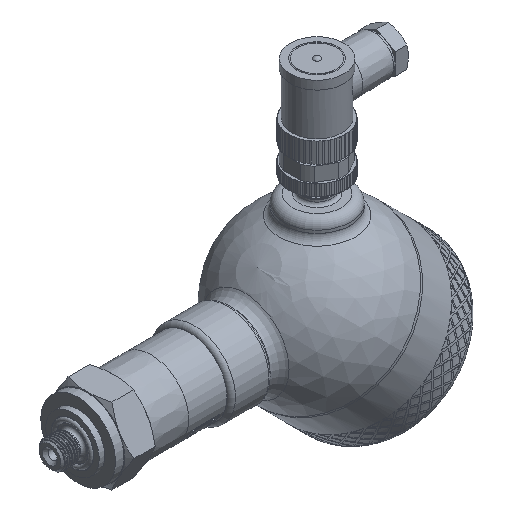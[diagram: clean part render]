
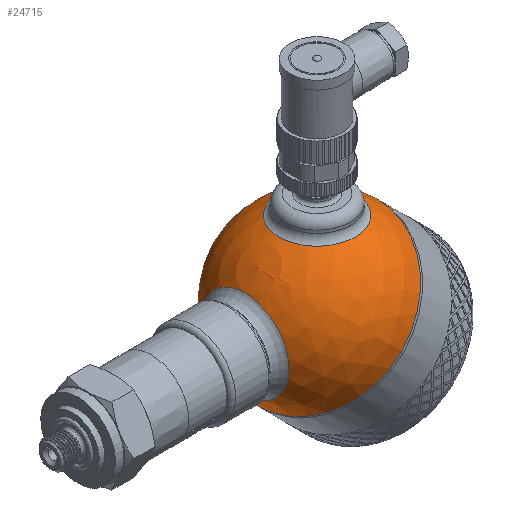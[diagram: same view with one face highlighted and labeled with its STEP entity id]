
A CAD part, isometric view. The second image highlights one B-rep face of the part: STEP entity #24715.
In plain terms, the highlighted spherical face has radius 30 mm.
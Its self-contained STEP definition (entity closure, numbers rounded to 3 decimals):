
#36=SPHERICAL_SURFACE('',#26246,30.);
#990=FACE_BOUND('',#3356,.T.);
#991=FACE_BOUND('',#3357,.T.);
#1738=FACE_OUTER_BOUND('',#3355,.T.);
#3355=EDGE_LOOP('',(#17703,#17704,#17705,#17706));
#3356=EDGE_LOOP('',(#17707));
#3357=EDGE_LOOP('',(#17708));
#4858=CIRCLE('',#26169,30.);
#4859=CIRCLE('',#26170,30.);
#4886=CIRCLE('',#26242,13.5);
#4889=CIRCLE('',#26247,30.);
#4890=CIRCLE('',#26248,15.643);
#9458=VERTEX_POINT('',#34954);
#9459=VERTEX_POINT('',#34956);
#9934=VERTEX_POINT('',#41018);
#9936=VERTEX_POINT('',#41025);
#9937=VERTEX_POINT('',#41027);
#12130=EDGE_CURVE('',#9458,#9459,#4858,.T.);
#12131=EDGE_CURVE('',#9459,#9458,#4859,.T.);
#12846=EDGE_CURVE('',#9934,#9934,#4886,.T.);
#12849=EDGE_CURVE('',#9459,#9936,#4889,.T.);
#12850=EDGE_CURVE('',#9937,#9937,#4890,.T.);
#17703=ORIENTED_EDGE('',*,*,#12131,.F.);
#17704=ORIENTED_EDGE('',*,*,#12849,.T.);
#17705=ORIENTED_EDGE('',*,*,#12849,.F.);
#17706=ORIENTED_EDGE('',*,*,#12130,.F.);
#17707=ORIENTED_EDGE('',*,*,#12850,.F.);
#17708=ORIENTED_EDGE('',*,*,#12846,.F.);
#24715=ADVANCED_FACE('',(#1738,#990,#991),#36,.T.);
#26169=AXIS2_PLACEMENT_3D('',#34957,#27847,#27848);
#26170=AXIS2_PLACEMENT_3D('',#34958,#27849,#27850);
#26242=AXIS2_PLACEMENT_3D('',#41019,#28245,#28246);
#26246=AXIS2_PLACEMENT_3D('',#41024,#28253,#28254);
#26247=AXIS2_PLACEMENT_3D('',#41026,#28255,#28256);
#26248=AXIS2_PLACEMENT_3D('',#41028,#28257,#28258);
#27847=DIRECTION('center_axis',(1.,0.,0.));
#27848=DIRECTION('ref_axis',(0.,1.,0.));
#27849=DIRECTION('center_axis',(1.,0.,0.));
#27850=DIRECTION('ref_axis',(0.,1.,0.));
#28245=DIRECTION('center_axis',(-0.707,0.,-0.707));
#28246=DIRECTION('ref_axis',(-0.707,0.,0.707));
#28253=DIRECTION('center_axis',(1.,0.,0.));
#28254=DIRECTION('ref_axis',(0.,-1.,0.));
#28255=DIRECTION('center_axis',(0.,0.,1.));
#28256=DIRECTION('ref_axis',(0.,1.,0.));
#28257=DIRECTION('center_axis',(-0.707,0.,0.707));
#28258=DIRECTION('ref_axis',(0.707,0.,0.707));
#34954=CARTESIAN_POINT('',(0.,-30.,0.));
#34956=CARTESIAN_POINT('',(0.,30.,0.));
#34957=CARTESIAN_POINT('Origin',(0.,0.,0.));
#34958=CARTESIAN_POINT('Origin',(0.,0.,0.));
#41018=CARTESIAN_POINT('',(-9.398,0.,-28.49));
#41019=CARTESIAN_POINT('Origin',(-18.944,0.,-18.944));
#41024=CARTESIAN_POINT('Origin',(0.,0.,0.));
#41025=CARTESIAN_POINT('',(-30.,0.,0.));
#41026=CARTESIAN_POINT('Origin',(0.,0.,0.));
#41027=CARTESIAN_POINT('',(-29.162,0.,7.04));
#41028=CARTESIAN_POINT('Origin',(-18.101,0.,18.101));
